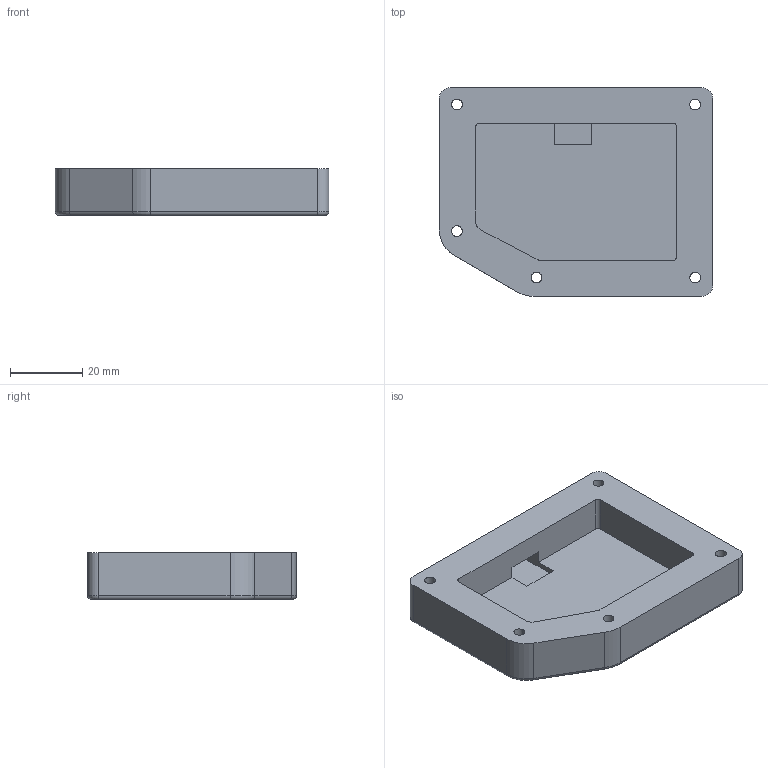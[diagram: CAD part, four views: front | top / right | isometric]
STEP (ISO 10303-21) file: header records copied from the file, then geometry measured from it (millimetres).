
FILE_DESCRIPTION(/* description */ (''),/* implementation_level */ '2;1');
FILE_NAME(/* name */ 'BottomPrint.step',/* time_stamp */ '2024-10-21T22:46:53-05:00',/* author */ (''),/* organization */ (''),/* preprocessor_version */ 'ST-DEVELOPER v20',/* originating_system */ 'Autodesk Translation Framework v13.20.0.188',/* authorisation */ '');
FILE_SCHEMA (('AUTOMOTIVE_DESIGN { 1 0 10303 214 3 1 1 }'));
Length unit declared in the file: millimetre
Products named in the file (1): Bottom
Bounding box: 75.94 x 57.92 x 13 mm (x, y, z)
Volume: 33360 mm3; surface area: 14190.7 mm2
Topology: 1 solids, 1 shells, 51 faces, 137 edges, 88 vertices
Faces by surface type: cylinder 20, plane 19, bspline 7, torus 5
Full cylindrical faces by diameter (mm): 2.985 x4
Entity records: 2606 total; most frequent: CARTESIAN_POINT 1304, ORIENTED_EDGE 274, DIRECTION 241, EDGE_CURVE 137, VERTEX_POINT 88, AXIS2_PLACEMENT_3D 84, LINE 73, VECTOR 73
